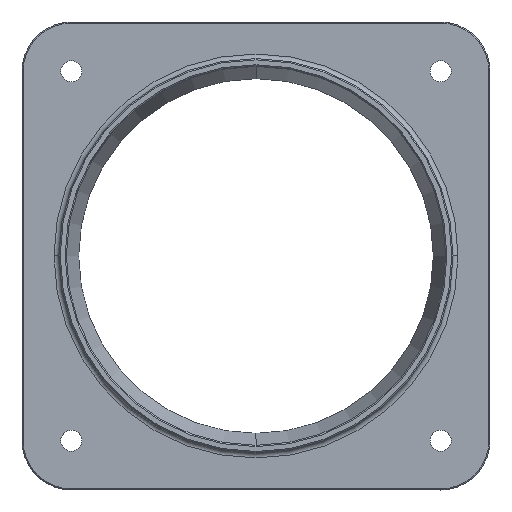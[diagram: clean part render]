
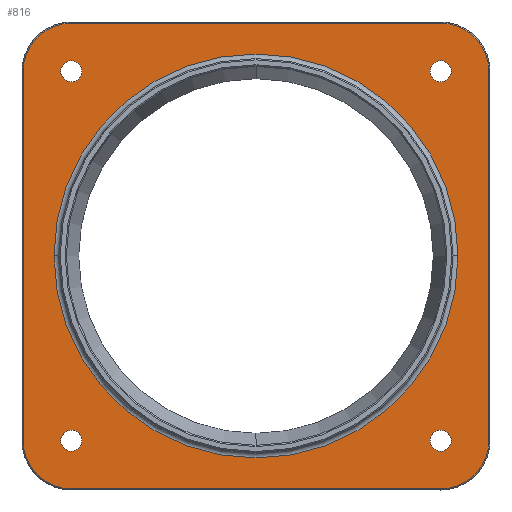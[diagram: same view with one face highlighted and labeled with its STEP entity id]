
A CAD part, top view. The second image highlights one B-rep face of the part: STEP entity #816.
In plain terms, the highlighted planar face has unit normal (0, 0, 1).
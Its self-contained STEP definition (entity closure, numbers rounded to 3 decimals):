
#95=CARTESIAN_POINT('',(0.,0.,7.));
#96=DIRECTION('',(0.,0.,-1.));
#97=DIRECTION('',(-1.,0.,0.));
#98=AXIS2_PLACEMENT_3D('',#95,#96,#97);
#100=CARTESIAN_POINT('',(0.,0.,7.));
#101=DIRECTION('',(0.,0.,-1.));
#102=DIRECTION('',(1.,0.,0.));
#103=AXIS2_PLACEMENT_3D('',#100,#101,#102);
#105=CARTESIAN_POINT('',(-75.,75.,7.));
#106=DIRECTION('',(0.,0.,-1.));
#107=DIRECTION('',(-1.,0.,0.));
#108=AXIS2_PLACEMENT_3D('',#105,#106,#107);
#110=CARTESIAN_POINT('',(-75.,75.,7.));
#111=DIRECTION('',(0.,0.,-1.));
#112=DIRECTION('',(1.,0.,0.));
#113=AXIS2_PLACEMENT_3D('',#110,#111,#112);
#115=CARTESIAN_POINT('',(-75.,-75.,7.));
#116=DIRECTION('',(0.,0.,-1.));
#117=DIRECTION('',(0.,-1.,0.));
#118=AXIS2_PLACEMENT_3D('',#115,#116,#117);
#120=CARTESIAN_POINT('',(-75.,-75.,7.));
#121=DIRECTION('',(0.,0.,-1.));
#122=DIRECTION('',(0.,1.,0.));
#123=AXIS2_PLACEMENT_3D('',#120,#121,#122);
#125=CARTESIAN_POINT('',(75.,-75.,7.));
#126=DIRECTION('',(0.,0.,-1.));
#127=DIRECTION('',(1.,0.,0.));
#128=AXIS2_PLACEMENT_3D('',#125,#126,#127);
#130=CARTESIAN_POINT('',(75.,-75.,7.));
#131=DIRECTION('',(0.,0.,-1.));
#132=DIRECTION('',(-1.,0.,0.));
#133=AXIS2_PLACEMENT_3D('',#130,#131,#132);
#135=CARTESIAN_POINT('',(75.,75.,7.));
#136=DIRECTION('',(0.,0.,-1.));
#137=DIRECTION('',(0.,1.,0.));
#138=AXIS2_PLACEMENT_3D('',#135,#136,#137);
#140=CARTESIAN_POINT('',(75.,75.,7.));
#141=DIRECTION('',(0.,0.,-1.));
#142=DIRECTION('',(0.,-1.,0.));
#143=AXIS2_PLACEMENT_3D('',#140,#141,#142);
#145=CARTESIAN_POINT('',(-75.,75.,7.));
#146=DIRECTION('',(0.,0.,1.));
#147=DIRECTION('',(0.,1.,0.));
#148=AXIS2_PLACEMENT_3D('',#145,#146,#147);
#150=DIRECTION('',(-1.,0.,0.));
#151=VECTOR('',#150,150.);
#152=CARTESIAN_POINT('',(75.,94.5,7.));
#153=LINE('',#152,#151);
#154=CARTESIAN_POINT('',(75.,75.,7.));
#155=DIRECTION('',(0.,0.,1.));
#156=DIRECTION('',(1.,0.,0.));
#157=AXIS2_PLACEMENT_3D('',#154,#155,#156);
#159=DIRECTION('',(0.,1.,0.));
#160=VECTOR('',#159,150.);
#161=CARTESIAN_POINT('',(94.5,-75.,7.));
#162=LINE('',#161,#160);
#163=CARTESIAN_POINT('',(75.,-75.,7.));
#164=DIRECTION('',(0.,0.,1.));
#165=DIRECTION('',(0.,-1.,0.));
#166=AXIS2_PLACEMENT_3D('',#163,#164,#165);
#168=DIRECTION('',(1.,0.,0.));
#169=VECTOR('',#168,150.);
#170=CARTESIAN_POINT('',(-75.,-94.5,7.));
#171=LINE('',#170,#169);
#172=CARTESIAN_POINT('',(-75.,-75.,7.));
#173=DIRECTION('',(0.,0.,1.));
#174=DIRECTION('',(-1.,0.,0.));
#175=AXIS2_PLACEMENT_3D('',#172,#173,#174);
#177=DIRECTION('',(0.,-1.,0.));
#178=VECTOR('',#177,150.);
#179=CARTESIAN_POINT('',(-94.5,75.,7.));
#180=LINE('',#179,#178);
#543=CARTESIAN_POINT('',(-82.,0.,7.));
#544=CARTESIAN_POINT('',(82.,0.,7.));
#545=VERTEX_POINT('',#543);
#546=VERTEX_POINT('',#544);
#551=CARTESIAN_POINT('',(-79.25,75.,7.));
#552=CARTESIAN_POINT('',(-70.75,75.,7.));
#553=VERTEX_POINT('',#551);
#554=VERTEX_POINT('',#552);
#559=CARTESIAN_POINT('',(-75.,-79.25,7.));
#560=CARTESIAN_POINT('',(-75.,-70.75,7.));
#561=VERTEX_POINT('',#559);
#562=VERTEX_POINT('',#560);
#567=CARTESIAN_POINT('',(79.25,-75.,7.));
#568=CARTESIAN_POINT('',(70.75,-75.,7.));
#569=VERTEX_POINT('',#567);
#570=VERTEX_POINT('',#568);
#575=CARTESIAN_POINT('',(75.,79.25,7.));
#576=CARTESIAN_POINT('',(75.,70.75,7.));
#577=VERTEX_POINT('',#575);
#578=VERTEX_POINT('',#576);
#587=CARTESIAN_POINT('',(-75.,94.5,7.));
#588=CARTESIAN_POINT('',(-94.5,75.,7.));
#589=VERTEX_POINT('',#587);
#590=VERTEX_POINT('',#588);
#595=CARTESIAN_POINT('',(-94.5,-75.,7.));
#596=VERTEX_POINT('',#595);
#599=CARTESIAN_POINT('',(-75.,-94.5,7.));
#600=VERTEX_POINT('',#599);
#603=CARTESIAN_POINT('',(75.,-94.5,7.));
#604=VERTEX_POINT('',#603);
#607=CARTESIAN_POINT('',(94.5,-75.,7.));
#608=VERTEX_POINT('',#607);
#611=CARTESIAN_POINT('',(94.5,75.,7.));
#612=VERTEX_POINT('',#611);
#615=CARTESIAN_POINT('',(75.,94.5,7.));
#616=VERTEX_POINT('',#615);
#765=CARTESIAN_POINT('',(0.,0.,7.));
#766=DIRECTION('',(0.,0.,1.));
#767=DIRECTION('',(1.,0.,0.));
#768=AXIS2_PLACEMENT_3D('',#765,#766,#767);
#769=PLANE('',#768);
#771=ORIENTED_EDGE('',*,*,#770,.F.);
#773=ORIENTED_EDGE('',*,*,#772,.F.);
#775=ORIENTED_EDGE('',*,*,#774,.F.);
#777=ORIENTED_EDGE('',*,*,#776,.F.);
#779=ORIENTED_EDGE('',*,*,#778,.F.);
#781=ORIENTED_EDGE('',*,*,#780,.F.);
#783=ORIENTED_EDGE('',*,*,#782,.F.);
#785=ORIENTED_EDGE('',*,*,#784,.F.);
#786=EDGE_LOOP('',(#771,#773,#775,#777,#779,#781,#783,#785));
#787=FACE_OUTER_BOUND('',#786,.F.);
#788=ORIENTED_EDGE('',*,*,#745,.F.);
#789=ORIENTED_EDGE('',*,*,#759,.F.);
#790=EDGE_LOOP('',(#788,#789));
#791=FACE_BOUND('',#790,.F.);
#793=ORIENTED_EDGE('',*,*,#792,.F.);
#795=ORIENTED_EDGE('',*,*,#794,.F.);
#796=EDGE_LOOP('',(#793,#795));
#797=FACE_BOUND('',#796,.F.);
#799=ORIENTED_EDGE('',*,*,#798,.F.);
#801=ORIENTED_EDGE('',*,*,#800,.F.);
#802=EDGE_LOOP('',(#799,#801));
#803=FACE_BOUND('',#802,.F.);
#805=ORIENTED_EDGE('',*,*,#804,.F.);
#807=ORIENTED_EDGE('',*,*,#806,.F.);
#808=EDGE_LOOP('',(#805,#807));
#809=FACE_BOUND('',#808,.F.);
#811=ORIENTED_EDGE('',*,*,#810,.F.);
#813=ORIENTED_EDGE('',*,*,#812,.F.);
#814=EDGE_LOOP('',(#811,#813));
#815=FACE_BOUND('',#814,.F.);
#816=ADVANCED_FACE('',(#787,#791,#797,#803,#809,#815),#769,.T.);
#99=CIRCLE('',#98,82.);
#104=CIRCLE('',#103,82.);
#109=CIRCLE('',#108,4.25);
#114=CIRCLE('',#113,4.25);
#119=CIRCLE('',#118,4.25);
#124=CIRCLE('',#123,4.25);
#129=CIRCLE('',#128,4.25);
#134=CIRCLE('',#133,4.25);
#139=CIRCLE('',#138,4.25);
#144=CIRCLE('',#143,4.25);
#149=CIRCLE('',#148,19.5);
#158=CIRCLE('',#157,19.5);
#167=CIRCLE('',#166,19.5);
#176=CIRCLE('',#175,19.5);
#745=EDGE_CURVE('',#553,#554,#109,.T.);
#759=EDGE_CURVE('',#554,#553,#114,.T.);
#770=EDGE_CURVE('',#589,#590,#149,.T.);
#772=EDGE_CURVE('',#616,#589,#153,.T.);
#774=EDGE_CURVE('',#612,#616,#158,.T.);
#776=EDGE_CURVE('',#608,#612,#162,.T.);
#778=EDGE_CURVE('',#604,#608,#167,.T.);
#780=EDGE_CURVE('',#600,#604,#171,.T.);
#782=EDGE_CURVE('',#596,#600,#176,.T.);
#784=EDGE_CURVE('',#590,#596,#180,.T.);
#792=EDGE_CURVE('',#561,#562,#119,.T.);
#794=EDGE_CURVE('',#562,#561,#124,.T.);
#798=EDGE_CURVE('',#569,#570,#129,.T.);
#800=EDGE_CURVE('',#570,#569,#134,.T.);
#804=EDGE_CURVE('',#577,#578,#139,.T.);
#806=EDGE_CURVE('',#578,#577,#144,.T.);
#810=EDGE_CURVE('',#545,#546,#99,.T.);
#812=EDGE_CURVE('',#546,#545,#104,.T.);
